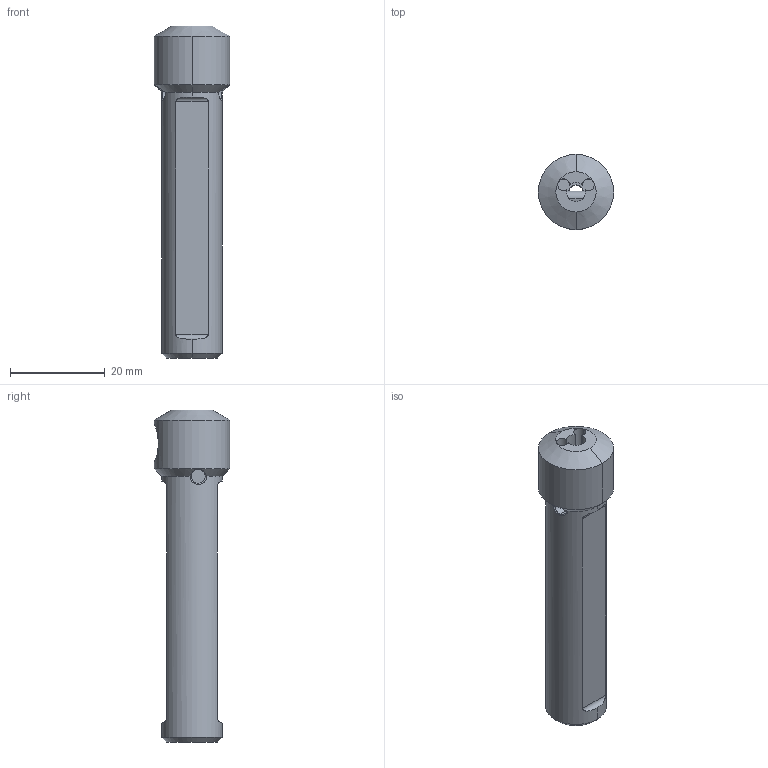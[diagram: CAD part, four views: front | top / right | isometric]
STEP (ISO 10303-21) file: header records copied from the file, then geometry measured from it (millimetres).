
FILE_DESCRIPTION (( 'STEP AP203' ), '1' );
FILE_NAME ('ZBR0400500.STEP', '2023-06-02T10:10:57', ( '' ), ( '' ), 'SwSTEP 2.0', 'SolidWorks 2018', '' );
FILE_SCHEMA (( 'CONFIG_CONTROL_DESIGN' ));
Length unit declared in the file: millimetre
Products named in the file (1): ZBR0400500
Bounding box: 15.85 x 15.85 x 70 mm (x, y, z)
Volume: 8185.1 mm3; surface area: 4104.6 mm2
Topology: 1 solids, 1 shells, 55 faces, 149 edges, 94 vertices
Faces by surface type: cylinder 33, cone 10, plane 8, bspline 4
Entity records: 2630 total; most frequent: CARTESIAN_POINT 1231, ORIENTED_EDGE 298, DIRECTION 255, EDGE_CURVE 149, AXIS2_PLACEMENT_3D 102, VERTEX_POINT 94, EDGE_LOOP 57, ADVANCED_FACE 55
